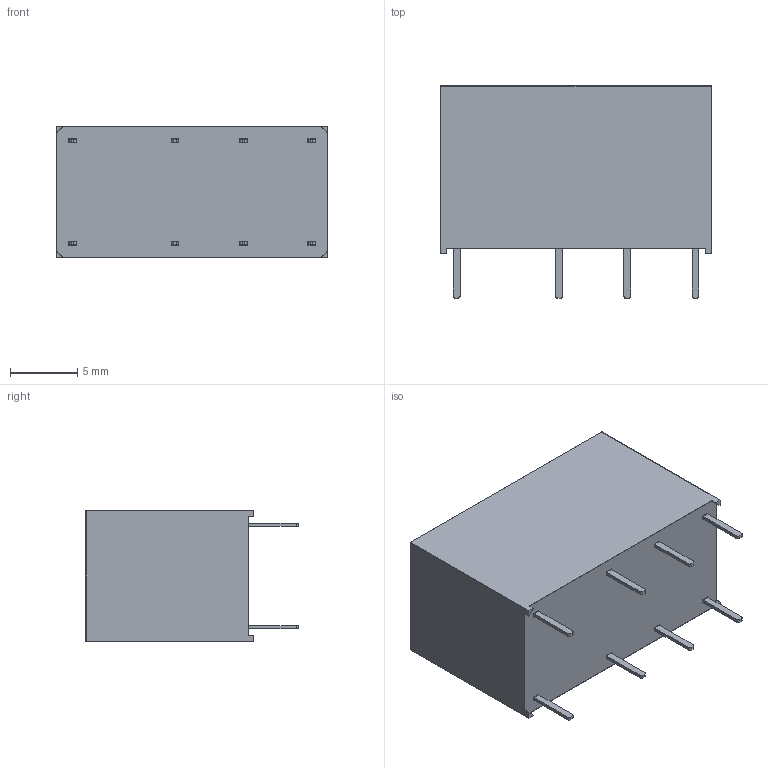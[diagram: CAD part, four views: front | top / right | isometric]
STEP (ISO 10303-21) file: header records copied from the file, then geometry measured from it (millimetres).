
FILE_DESCRIPTION (( 'STEP AP214' ), '1' );
FILE_NAME ('DCA2C981-AAD7-4655-996C-FFDDF4BAD8F8.STEP', '2023-02-19T11:08:17', ( '' ), ( '' ), 'SwSTEP 2.0', 'SolidWorks 2022', '' );
FILE_SCHEMA (( 'AUTOMOTIVE_DESIGN' ));
Length unit declared in the file: millimetre
Products named in the file (1): DCA2C981-AAD7-4655-996C-FFDDF4BAD8F8
Bounding box: 20.2 x 15.8 x 9.8 mm (x, y, z)
Volume: 2396.2 mm3; surface area: 1168.1 mm2
Topology: 1 solids, 1 shells, 692 faces, 1857 edges, 1214 vertices
Faces by surface type: plane 422, bspline 180, cylinder 82, sphere 4, torus 4
Entity records: 37179 total; most frequent: CARTESIAN_POINT 13572, ORIENTED_EDGE 3706, DIRECTION 2551, EDGE_CURVE 1853, VECTOR 1365, LINE 1365, VERTEX_POINT 1214, EDGE_LOOP 743
